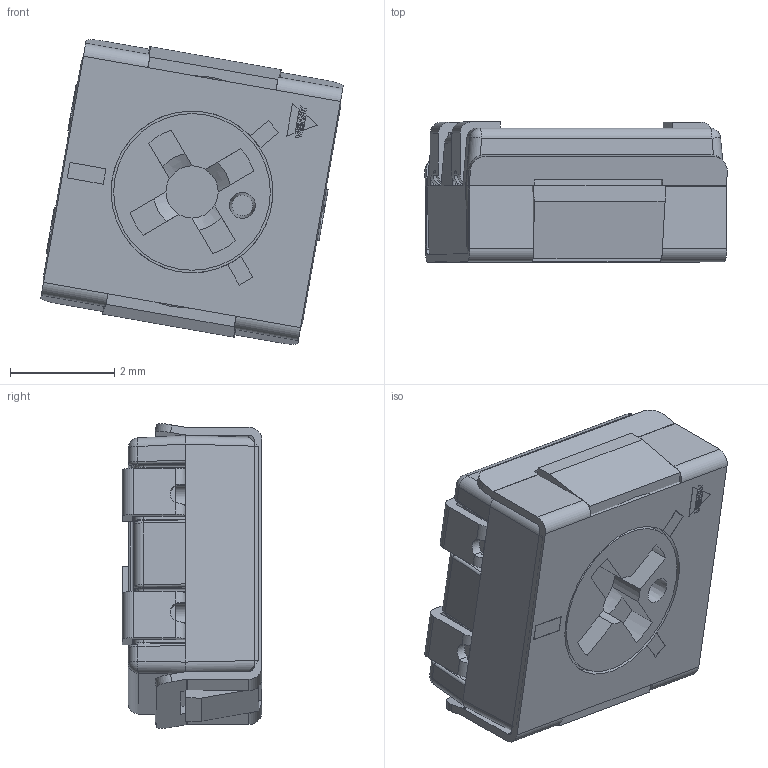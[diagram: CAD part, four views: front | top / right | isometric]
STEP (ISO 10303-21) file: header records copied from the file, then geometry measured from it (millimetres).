
FILE_DESCRIPTION(/* description */ ('TS53YJxxx'),/* implementation_level */ '2;1');
FILE_NAME(/* name */ 'TS53YJxxx',/* time_stamp */ '2022-12-05T18:52:46+01:00',/* author */ ('N. Lapouge'),/* organization */ ('Vishay'),/* preprocessor_version */ 'ST-DEVELOPER v16.7',/* originating_system */ 'DEX',/* authorisation */ $);
FILE_SCHEMA (('AUTOMOTIVE_DESIGN {1 0 10303 214 3 1 1}'));
Length unit declared in the file: millimetre
Products named in the file (5): TS53YJ200MR10; 3931300; 3936100-contraint; 3931000; 3935201-J
Assembly tree (4 placements, depth 2):
  TS53YJ200MR10
    3931300
    3936100-contraint
    3931000
    3935201-J
Bounding box: 5.79 x 2.68 x 5.83 mm (x, y, z)
Volume: 49.1 mm3; surface area: 282.7 mm2
Topology: 6 solids, 6 shells, 427 faces, 1126 edges, 714 vertices
Faces by surface type: plane 255, cylinder 128, torus 14, cone 13, bspline 13, sphere 4
Full cylindrical faces by diameter (mm): 0.45 x1, 3 x1, 3.1 x1, 3.2 x1, 3.7 x1, 3.9 x1
Entity records: 14202 total; most frequent: CARTESIAN_POINT 2639, ORIENTED_EDGE 2206, DIRECTION 2170, EDGE_CURVE 1103, LINE 786, VECTOR 786, VERTEX_POINT 707, AXIS2_PLACEMENT_3D 692
